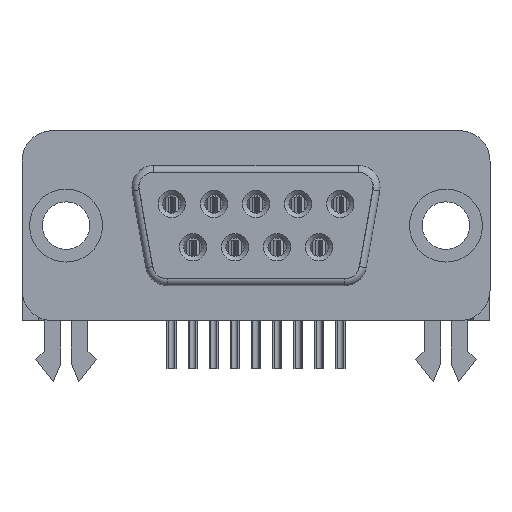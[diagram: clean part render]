
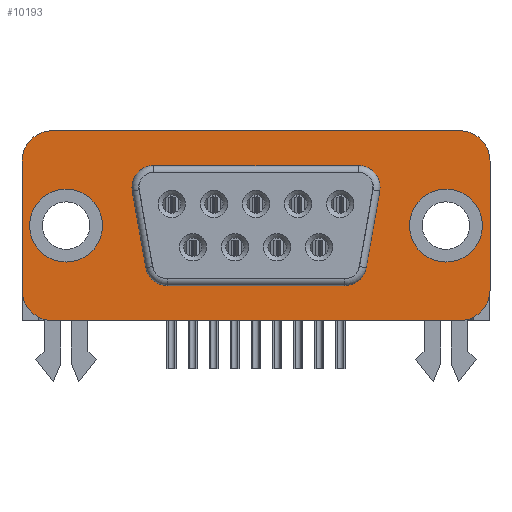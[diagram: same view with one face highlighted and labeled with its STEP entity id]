
A CAD part, front view. The second image highlights one B-rep face of the part: STEP entity #10193.
In plain terms, the highlighted planar face has unit normal (0, -1, 0).
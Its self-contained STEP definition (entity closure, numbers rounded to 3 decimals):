
#1112=LINE('',#16435,#2286);
#1113=LINE('',#16440,#2287);
#1114=LINE('',#16444,#2288);
#1115=LINE('',#16448,#2289);
#1116=LINE('',#16451,#2290);
#1117=LINE('',#16456,#2291);
#1118=LINE('',#16460,#2292);
#1119=LINE('',#16464,#2293);
#2286=VECTOR('',#13128,1000.);
#2287=VECTOR('',#13131,1000.);
#2288=VECTOR('',#13134,1000.);
#2289=VECTOR('',#13137,1000.);
#2290=VECTOR('',#13140,1000.);
#2291=VECTOR('',#13143,1000.);
#2292=VECTOR('',#13146,1000.);
#2293=VECTOR('',#13149,1000.);
#4536=ORIENTED_EDGE('',*,*,#6481,.T.);
#4537=ORIENTED_EDGE('',*,*,#6482,.T.);
#4538=ORIENTED_EDGE('',*,*,#6483,.T.);
#4539=ORIENTED_EDGE('',*,*,#6484,.T.);
#4540=ORIENTED_EDGE('',*,*,#6485,.T.);
#4541=ORIENTED_EDGE('',*,*,#6486,.T.);
#4542=ORIENTED_EDGE('',*,*,#6487,.T.);
#4543=ORIENTED_EDGE('',*,*,#6488,.T.);
#4544=ORIENTED_EDGE('',*,*,#6489,.T.);
#4545=ORIENTED_EDGE('',*,*,#6490,.T.);
#4546=ORIENTED_EDGE('',*,*,#6491,.F.);
#4547=ORIENTED_EDGE('',*,*,#6492,.T.);
#4548=ORIENTED_EDGE('',*,*,#6493,.F.);
#4549=ORIENTED_EDGE('',*,*,#6494,.T.);
#4550=ORIENTED_EDGE('',*,*,#6495,.F.);
#4551=ORIENTED_EDGE('',*,*,#6496,.T.);
#4552=ORIENTED_EDGE('',*,*,#6497,.F.);
#4553=ORIENTED_EDGE('',*,*,#6498,.T.);
#6481=EDGE_CURVE('',#7598,#7598,#8025,.T.);
#6482=EDGE_CURVE('',#7599,#7599,#8026,.T.);
#6483=EDGE_CURVE('',#7600,#7601,#1112,.T.);
#6484=EDGE_CURVE('',#7601,#7602,#8027,.T.);
#6485=EDGE_CURVE('',#7602,#7603,#1113,.T.);
#6486=EDGE_CURVE('',#7603,#7604,#8028,.T.);
#6487=EDGE_CURVE('',#7604,#7605,#1114,.T.);
#6488=EDGE_CURVE('',#7605,#7606,#8029,.T.);
#6489=EDGE_CURVE('',#7606,#7607,#1115,.T.);
#6490=EDGE_CURVE('',#7607,#7600,#8030,.T.);
#6491=EDGE_CURVE('',#7608,#7609,#1116,.T.);
#6492=EDGE_CURVE('',#7608,#7610,#8031,.F.);
#6493=EDGE_CURVE('',#7611,#7610,#1117,.T.);
#6494=EDGE_CURVE('',#7611,#7612,#8032,.F.);
#6495=EDGE_CURVE('',#7613,#7612,#1118,.T.);
#6496=EDGE_CURVE('',#7613,#7614,#8033,.F.);
#6497=EDGE_CURVE('',#7615,#7614,#1119,.T.);
#6498=EDGE_CURVE('',#7615,#7609,#8034,.F.);
#7598=VERTEX_POINT('',#16432);
#7599=VERTEX_POINT('',#16434);
#7600=VERTEX_POINT('',#16436);
#7601=VERTEX_POINT('',#16437);
#7602=VERTEX_POINT('',#16439);
#7603=VERTEX_POINT('',#16441);
#7604=VERTEX_POINT('',#16443);
#7605=VERTEX_POINT('',#16445);
#7606=VERTEX_POINT('',#16447);
#7607=VERTEX_POINT('',#16449);
#7608=VERTEX_POINT('',#16452);
#7609=VERTEX_POINT('',#16453);
#7610=VERTEX_POINT('',#16455);
#7611=VERTEX_POINT('',#16457);
#7612=VERTEX_POINT('',#16459);
#7613=VERTEX_POINT('',#16461);
#7614=VERTEX_POINT('',#16463);
#7615=VERTEX_POINT('',#16465);
#8025=CIRCLE('',#11014,2.4);
#8026=CIRCLE('',#11015,2.4);
#8027=CIRCLE('',#11016,1.428);
#8028=CIRCLE('',#11017,1.428);
#8029=CIRCLE('',#11018,1.428);
#8030=CIRCLE('',#11019,1.428);
#8031=CIRCLE('',#11020,2.);
#8032=CIRCLE('',#11021,2.);
#8033=CIRCLE('',#11022,2.);
#8034=CIRCLE('',#11023,2.);
#8579=EDGE_LOOP('',(#4536));
#8580=EDGE_LOOP('',(#4537));
#8581=EDGE_LOOP('',(#4538,#4539,#4540,#4541,#4542,#4543,#4544,#4545));
#8582=EDGE_LOOP('',(#4546,#4547,#4548,#4549,#4550,#4551,#4552,#4553));
#9211=FACE_BOUND('',#8579,.T.);
#9212=FACE_BOUND('',#8580,.T.);
#9213=FACE_BOUND('',#8581,.T.);
#9214=FACE_BOUND('',#8582,.T.);
#9721=PLANE('',#11013);
#10193=ADVANCED_FACE('',(#9211,#9212,#9213,#9214),#9721,.F.);
#11013=AXIS2_PLACEMENT_3D('',#16430,#13122,#13123);
#11014=AXIS2_PLACEMENT_3D('',#16431,#13124,#13125);
#11015=AXIS2_PLACEMENT_3D('',#16433,#13126,#13127);
#11016=AXIS2_PLACEMENT_3D('',#16438,#13129,#13130);
#11017=AXIS2_PLACEMENT_3D('',#16442,#13132,#13133);
#11018=AXIS2_PLACEMENT_3D('',#16446,#13135,#13136);
#11019=AXIS2_PLACEMENT_3D('',#16450,#13138,#13139);
#11020=AXIS2_PLACEMENT_3D('',#16454,#13141,#13142);
#11021=AXIS2_PLACEMENT_3D('',#16458,#13144,#13145);
#11022=AXIS2_PLACEMENT_3D('',#16462,#13147,#13148);
#11023=AXIS2_PLACEMENT_3D('',#16466,#13150,#13151);
#13122=DIRECTION('',(0.,1.,0.));
#13123=DIRECTION('',(0.,0.,1.));
#13124=DIRECTION('',(0.,1.,0.));
#13125=DIRECTION('',(0.,0.,1.));
#13126=DIRECTION('',(0.,1.,0.));
#13127=DIRECTION('',(0.,0.,1.));
#13128=DIRECTION('',(-0.174,0.,0.985));
#13129=DIRECTION('',(0.,1.,0.));
#13130=DIRECTION('',(0.,0.,1.));
#13131=DIRECTION('',(1.,0.,0.));
#13132=DIRECTION('',(0.,1.,0.));
#13133=DIRECTION('',(0.,0.,1.));
#13134=DIRECTION('',(-0.174,0.,-0.985));
#13135=DIRECTION('',(0.,1.,0.));
#13136=DIRECTION('',(0.,0.,1.));
#13137=DIRECTION('',(-1.,0.,0.));
#13138=DIRECTION('',(0.,1.,0.));
#13139=DIRECTION('',(0.,0.,1.));
#13140=DIRECTION('',(1.,0.,0.));
#13141=DIRECTION('',(0.,1.,0.));
#13142=DIRECTION('',(0.,0.,1.));
#13143=DIRECTION('',(0.,0.,1.));
#13144=DIRECTION('',(0.,1.,0.));
#13145=DIRECTION('',(0.,0.,1.));
#13146=DIRECTION('',(-1.,0.,0.));
#13147=DIRECTION('',(0.,1.,0.));
#13148=DIRECTION('',(0.,0.,1.));
#13149=DIRECTION('',(0.,0.,-1.));
#13150=DIRECTION('',(0.,1.,0.));
#13151=DIRECTION('',(0.,0.,1.));
#16430=CARTESIAN_POINT('',(0.,-0.45,0.));
#16431=CARTESIAN_POINT('',(-12.5,-0.45,0.));
#16432=CARTESIAN_POINT('',(-12.5,-0.45,2.4));
#16433=CARTESIAN_POINT('',(12.5,-0.45,0.));
#16434=CARTESIAN_POINT('',(12.5,-0.45,2.4));
#16435=CARTESIAN_POINT('',(-7.509,-0.45,-1.324));
#16436=CARTESIAN_POINT('',(-7.254,-0.45,-2.77));
#16437=CARTESIAN_POINT('',(-8.143,-0.45,2.274));
#16438=CARTESIAN_POINT('',(-6.737,-0.45,2.522));
#16439=CARTESIAN_POINT('',(-6.737,-0.45,3.95));
#16440=CARTESIAN_POINT('',(0.,-0.45,3.95));
#16441=CARTESIAN_POINT('',(6.737,-0.45,3.95));
#16442=CARTESIAN_POINT('',(6.737,-0.45,2.522));
#16443=CARTESIAN_POINT('',(8.143,-0.45,2.274));
#16444=CARTESIAN_POINT('',(7.509,-0.45,-1.324));
#16445=CARTESIAN_POINT('',(7.254,-0.45,-2.77));
#16446=CARTESIAN_POINT('',(5.848,-0.45,-2.522));
#16447=CARTESIAN_POINT('',(5.848,-0.45,-3.95));
#16448=CARTESIAN_POINT('',(0.,-0.45,-3.95));
#16449=CARTESIAN_POINT('',(-5.848,-0.45,-3.95));
#16450=CARTESIAN_POINT('',(-5.848,-0.45,-2.522));
#16451=CARTESIAN_POINT('',(-15.4,-0.45,6.25));
#16452=CARTESIAN_POINT('',(-13.4,-0.45,6.25));
#16453=CARTESIAN_POINT('',(13.4,-0.45,6.25));
#16454=CARTESIAN_POINT('',(-13.4,-0.45,4.25));
#16455=CARTESIAN_POINT('',(-15.4,-0.45,4.25));
#16456=CARTESIAN_POINT('',(-15.4,-0.45,-6.25));
#16457=CARTESIAN_POINT('',(-15.4,-0.45,-4.25));
#16458=CARTESIAN_POINT('',(-13.4,-0.45,-4.25));
#16459=CARTESIAN_POINT('',(-13.4,-0.45,-6.25));
#16460=CARTESIAN_POINT('',(15.4,-0.45,-6.25));
#16461=CARTESIAN_POINT('',(13.4,-0.45,-6.25));
#16462=CARTESIAN_POINT('',(13.4,-0.45,-4.25));
#16463=CARTESIAN_POINT('',(15.4,-0.45,-4.25));
#16464=CARTESIAN_POINT('',(15.4,-0.45,6.25));
#16465=CARTESIAN_POINT('',(15.4,-0.45,4.25));
#16466=CARTESIAN_POINT('',(13.4,-0.45,4.25));
